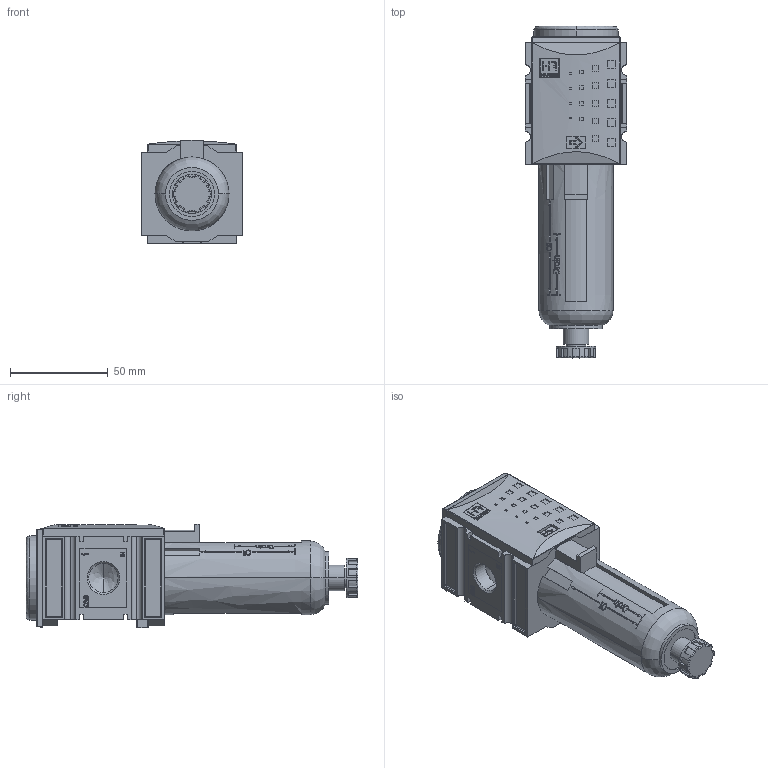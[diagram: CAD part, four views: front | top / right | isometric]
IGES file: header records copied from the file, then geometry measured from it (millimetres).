
Start section: SolidWorks IGES file using analytic representation for surfaces
Global section: file name: KCFI-138.IGS; native system: SolidWorks 2013; preprocessor: SolidWorks 2013; author: technolog; date: 140109.100103; units: millimetre
Bounding box: 52 x 169.5 x 53 mm (x, y, z)
Volume: 235376.9 mm3; surface area: 53924.9 mm2
Topology: 10 solids, 10 shells, 1093 faces, 6068 edges, 7811 vertices
Faces by surface type: plane 568, revolution 369, bspline 156
